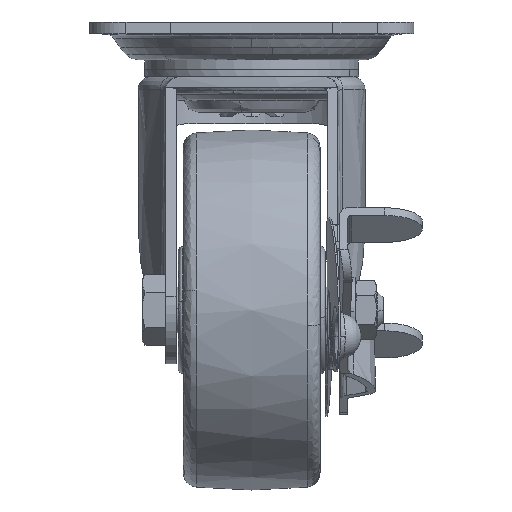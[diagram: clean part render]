
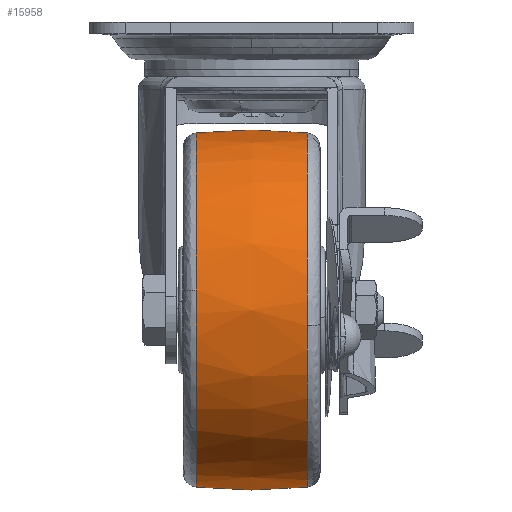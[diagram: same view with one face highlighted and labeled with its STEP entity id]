
A CAD part, left-side view. The second image highlights one B-rep face of the part: STEP entity #15958.
In plain terms, the highlighted free-form (B-spline) face has degree [2, 2] with [5, 7] control points.
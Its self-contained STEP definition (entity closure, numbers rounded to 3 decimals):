
#15652=CARTESIAN_POINT('',(-85.892,15.411,-74.447));
#15653=VERTEX_POINT('',#15652);
#15667=CARTESIAN_POINT('',(-37.0,15.411,-30.794));
#15668=VERTEX_POINT('',#15667);
#15669=CARTESIAN_POINT('',(-37.0,15.411,-30.794));
#15670=CARTESIAN_POINT('',(-80.934,15.411,-30.794));
#15671=CARTESIAN_POINT('',(-85.892,15.411,-74.447));
#15679=(BOUNDED_CURVE()B_SPLINE_CURVE(2,(#15669,#15670,#15671),.UNSPECIFIED.,.F.,.U.)B_SPLINE_CURVE_WITH_KNOTS((3,3),(0.5,0.73),.UNSPECIFIED.)CURVE()GEOMETRIC_REPRESENTATION_ITEM()RATIONAL_B_SPLINE_CURVE((1.0,0.73,0.958))REPRESENTATION_ITEM(''));
#15680=EDGE_CURVE('',#15668,#15653,#15679,.T.);
#15746=CARTESIAN_POINT('',(-37.0,15.411,-129.206));
#15747=VERTEX_POINT('',#15746);
#15761=CARTESIAN_POINT('',(-85.892,15.411,-74.447));
#15762=CARTESIAN_POINT('',(-86.206,15.411,-77.214));
#15763=CARTESIAN_POINT('',(-86.206,15.411,-80.));
#15764=CARTESIAN_POINT('',(-86.206,15.411,-129.206));
#15765=CARTESIAN_POINT('',(-37.0,15.411,-129.206));
#15773=(BOUNDED_CURVE()B_SPLINE_CURVE(2,(#15761,#15762,#15763,#15764,#15765),.UNSPECIFIED.,.F.,.U.)B_SPLINE_CURVE_WITH_KNOTS((3,2,3),(0.73,0.75,1.0),.UNSPECIFIED.)CURVE()GEOMETRIC_REPRESENTATION_ITEM()RATIONAL_B_SPLINE_CURVE((0.958,0.977,1.0,0.707,1.0))REPRESENTATION_ITEM(''));
#15774=EDGE_CURVE('',#15653,#15747,#15773,.T.);
#15824=CARTESIAN_POINT('',(-37.0,-15.411,-129.206));
#15825=VERTEX_POINT('',#15824);
#15826=CARTESIAN_POINT('',(-37.0,-15.411,-129.206));
#15827=CARTESIAN_POINT('',(-37.0,-8.693,-129.901));
#15828=CARTESIAN_POINT('',(-37.0,1.617,-130.265));
#15829=CARTESIAN_POINT('',(-37.0,11.892,-129.57));
#15830=CARTESIAN_POINT('',(-37.0,15.411,-129.206));
#15831=B_SPLINE_CURVE_WITH_KNOTS('',3,(#15826,#15827,#15828,#15829,#15830),.UNSPECIFIED.,.F.,.U.,(4,1,4),(0.,20.263,30.876),.UNSPECIFIED.);
#15832=EDGE_CURVE('',#15825,#15747,#15831,.T.);
#15836=CARTESIAN_POINT('',(-37.0,-15.411,-30.794));
#15837=VERTEX_POINT('',#15836);
#15838=CARTESIAN_POINT('',(-37.0,-15.411,-30.794));
#15839=CARTESIAN_POINT('',(-37.0,-9.812,-30.215));
#15840=CARTESIAN_POINT('',(-37.0,0.485,-29.735));
#15841=CARTESIAN_POINT('',(-37.0,10.772,-30.315));
#15842=CARTESIAN_POINT('',(-37.0,15.411,-30.794));
#15843=B_SPLINE_CURVE_WITH_KNOTS('',3,(#15838,#15839,#15840,#15841,#15842),.UNSPECIFIED.,.F.,.U.,(4,1,4),(0.,16.885,30.876),.UNSPECIFIED.);
#15844=EDGE_CURVE('',#15837,#15668,#15843,.T.);
#15879=CARTESIAN_POINT('',(-35.629,-16.96,-30.962));
#15880=CARTESIAN_POINT('',(-35.602,-8.507,-30.));
#15881=CARTESIAN_POINT('',(-35.602,0.,-30.));
#15882=CARTESIAN_POINT('',(-35.602,8.507,-30.));
#15883=CARTESIAN_POINT('',(-35.629,16.96,-30.962));
#15884=CARTESIAN_POINT('',(-36.311,-16.96,-30.962));
#15885=CARTESIAN_POINT('',(-36.297,-8.507,-30.));
#15886=CARTESIAN_POINT('',(-36.297,0.,-30.));
#15887=CARTESIAN_POINT('',(-36.297,8.507,-30.));
#15888=CARTESIAN_POINT('',(-36.311,16.96,-30.962));
#15889=CARTESIAN_POINT('',(-86.038,-16.96,-30.962));
#15890=CARTESIAN_POINT('',(-87.0,-8.507,-30.));
#15891=CARTESIAN_POINT('',(-87.,0.,-30.));
#15892=CARTESIAN_POINT('',(-87.,8.507,-30.));
#15893=CARTESIAN_POINT('',(-86.038,16.96,-30.962));
#15894=CARTESIAN_POINT('',(-86.038,-16.96,-80.0));
#15895=CARTESIAN_POINT('',(-87.0,-8.507,-80.));
#15896=CARTESIAN_POINT('',(-87.,0.,-80.0));
#15897=CARTESIAN_POINT('',(-87.,8.507,-80.0));
#15898=CARTESIAN_POINT('',(-86.038,16.96,-80.0));
#15899=CARTESIAN_POINT('',(-86.038,-16.96,-129.038));
#15900=CARTESIAN_POINT('',(-87.0,-8.507,-130.0));
#15901=CARTESIAN_POINT('',(-87.,0.,-130.0));
#15902=CARTESIAN_POINT('',(-87.,8.507,-130.));
#15903=CARTESIAN_POINT('',(-86.038,16.96,-129.038));
#15904=CARTESIAN_POINT('',(-36.311,-16.96,-129.038));
#15905=CARTESIAN_POINT('',(-36.297,-8.507,-130.));
#15906=CARTESIAN_POINT('',(-36.297,0.,-130.));
#15907=CARTESIAN_POINT('',(-36.297,8.507,-130.0));
#15908=CARTESIAN_POINT('',(-36.311,16.96,-129.038));
#15909=CARTESIAN_POINT('',(-35.629,-16.96,-129.038));
#15910=CARTESIAN_POINT('',(-35.602,-8.507,-130.));
#15911=CARTESIAN_POINT('',(-35.602,0.,-130.));
#15912=CARTESIAN_POINT('',(-35.602,8.507,-130.));
#15913=CARTESIAN_POINT('',(-35.629,16.96,-129.038));
#15921=(BOUNDED_SURFACE()B_SPLINE_SURFACE(2,2,((#15879,#15884,#15889,#15894,#15899,#15904,#15909),(#15880,#15885,#15890,#15895,#15900,#15905,#15910),(#15881,#15886,#15891,#15896,#15901,#15906,#15911),(#15882,#15887,#15892,#15897,#15902,#15907,#15912),(#15883,#15888,#15893,#15898,#15903,#15908,#15913)),.UNSPECIFIED.,.F.,.F.,.U.)B_SPLINE_SURFACE_WITH_KNOTS((3,2,3),(3,1,2,1,3),(0.0,17.165,34.33),(0.0,1.657,84.5,167.342,168.999),.UNSPECIFIED.)GEOMETRIC_REPRESENTATION_ITEM()RATIONAL_B_SPLINE_SURFACE(((0.991,0.985,0.693,0.979,0.693,0.985,0.991),(1.,0.994,0.699,0.988,0.699,0.994,1.),(1.012,1.006,0.707,1.0,0.707,1.006,1.012),(1.,0.994,0.699,0.988,0.699,0.994,1.),(0.991,0.985,0.693,0.979,0.693,0.985,0.991)))REPRESENTATION_ITEM('')SURFACE());
#15922=ORIENTED_EDGE('',*,*,#15832,.F.);
#15923=CARTESIAN_POINT('',(-86.016,-15.411,-84.323));
#15924=VERTEX_POINT('',#15923);
#15925=CARTESIAN_POINT('',(-86.016,-15.411,-84.323));
#15926=CARTESIAN_POINT('',(-82.058,-15.411,-129.206));
#15927=CARTESIAN_POINT('',(-37.0,-15.411,-129.206));
#15935=(BOUNDED_CURVE()B_SPLINE_CURVE(2,(#15925,#15926,#15927),.UNSPECIFIED.,.F.,.U.)B_SPLINE_CURVE_WITH_KNOTS((3,3),(0.765,1.0),.UNSPECIFIED.)CURVE()GEOMETRIC_REPRESENTATION_ITEM()RATIONAL_B_SPLINE_CURVE((0.966,0.725,1.0))REPRESENTATION_ITEM(''));
#15936=EDGE_CURVE('',#15924,#15825,#15935,.T.);
#15937=ORIENTED_EDGE('',*,*,#15936,.F.);
#15938=CARTESIAN_POINT('',(-37.0,-15.411,-30.794));
#15939=CARTESIAN_POINT('',(-86.206,-15.411,-30.794));
#15940=CARTESIAN_POINT('',(-86.206,-15.411,-80.));
#15941=CARTESIAN_POINT('',(-86.206,-15.411,-82.166));
#15942=CARTESIAN_POINT('',(-86.016,-15.411,-84.323));
#15950=(BOUNDED_CURVE()B_SPLINE_CURVE(2,(#15938,#15939,#15940,#15941,#15942),.UNSPECIFIED.,.F.,.U.)B_SPLINE_CURVE_WITH_KNOTS((3,2,3),(0.5,0.75,0.765),.UNSPECIFIED.)CURVE()GEOMETRIC_REPRESENTATION_ITEM()RATIONAL_B_SPLINE_CURVE((1.0,0.707,1.0,0.982,0.966))REPRESENTATION_ITEM(''));
#15951=EDGE_CURVE('',#15837,#15924,#15950,.T.);
#15952=ORIENTED_EDGE('',*,*,#15951,.F.);
#15953=ORIENTED_EDGE('',*,*,#15844,.T.);
#15954=ORIENTED_EDGE('',*,*,#15680,.T.);
#15955=ORIENTED_EDGE('',*,*,#15774,.T.);
#15956=EDGE_LOOP('',(#15922,#15937,#15952,#15953,#15954,#15955));
#15957=FACE_OUTER_BOUND('',#15956,.T.);
#15958=ADVANCED_FACE('',(#15957),#15921,.T.);
